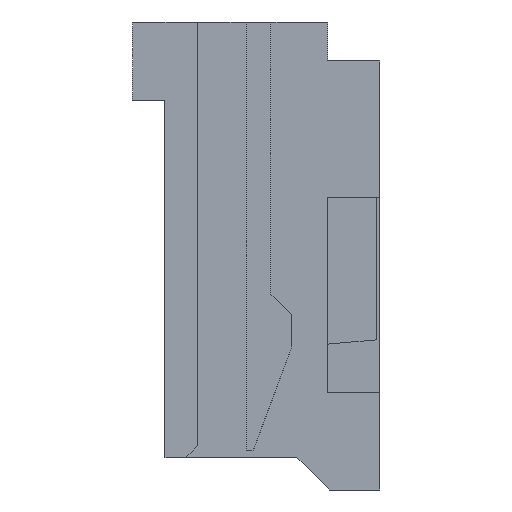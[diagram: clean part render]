
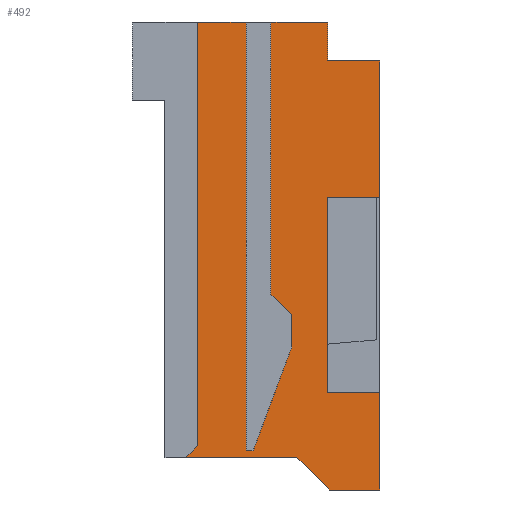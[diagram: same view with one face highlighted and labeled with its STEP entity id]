
A CAD part, left-side view. The second image highlights one B-rep face of the part: STEP entity #492.
In plain terms, the highlighted planar face has unit normal (-1, 0, 0).
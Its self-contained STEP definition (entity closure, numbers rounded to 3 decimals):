
#492 = ADVANCED_FACE( '', ( #1064 ), #1065, .T. );
#1064 = FACE_OUTER_BOUND( '', #1719, .T. );
#1065 = PLANE( '', #1720 );
#1719 = EDGE_LOOP( '', ( #3080, #3081, #3082, #3083, #3084, #3085, #3086, #3087, #3088, #3089, #3090, #3091, #3092, #3093, #3094, #3095, #3096, #3097, #3098, #3099 ) );
#1720 = AXIS2_PLACEMENT_3D( '', #3100, #3101, #3102 );
#3080 = ORIENTED_EDGE( '', *, *, #4286, .T. );
#3081 = ORIENTED_EDGE( '', *, *, #4575, .T. );
#3082 = ORIENTED_EDGE( '', *, *, #4576, .T. );
#3083 = ORIENTED_EDGE( '', *, *, #4577, .T. );
#3084 = ORIENTED_EDGE( '', *, *, #4578, .T. );
#3085 = ORIENTED_EDGE( '', *, *, #4438, .T. );
#3086 = ORIENTED_EDGE( '', *, *, #4579, .T. );
#3087 = ORIENTED_EDGE( '', *, *, #4405, .T. );
#3088 = ORIENTED_EDGE( '', *, *, #4580, .T. );
#3089 = ORIENTED_EDGE( '', *, *, #4581, .T. );
#3090 = ORIENTED_EDGE( '', *, *, #4582, .T. );
#3091 = ORIENTED_EDGE( '', *, *, #4583, .T. );
#3092 = ORIENTED_EDGE( '', *, *, #4078, .T. );
#3093 = ORIENTED_EDGE( '', *, *, #4179, .T. );
#3094 = ORIENTED_EDGE( '', *, *, #4584, .T. );
#3095 = ORIENTED_EDGE( '', *, *, #4376, .F. );
#3096 = ORIENTED_EDGE( '', *, *, #4280, .T. );
#3097 = ORIENTED_EDGE( '', *, *, #4585, .T. );
#3098 = ORIENTED_EDGE( '', *, *, #4586, .T. );
#3099 = ORIENTED_EDGE( '', *, *, #4214, .F. );
#3100 = CARTESIAN_POINT( '', ( -5.15, 0., 0. ) );
#3101 = DIRECTION( '', ( -1., 0., 0. ) );
#3102 = DIRECTION( '', ( 0., 0., 1. ) );
#4078 = EDGE_CURVE( '', #4922, #4920, #4923, .T. );
#4179 = EDGE_CURVE( '', #4920, #5093, #5095, .T. );
#4214 = EDGE_CURVE( '', #5154, #5156, #5157, .T. );
#4280 = EDGE_CURVE( '', #5257, #5262, #5264, .T. );
#4286 = EDGE_CURVE( '', #5154, #5270, #5272, .T. );
#4376 = EDGE_CURVE( '', #5257, #5403, #5408, .T. );
#4405 = EDGE_CURVE( '', #5450, #5448, #5451, .T. );
#4438 = EDGE_CURVE( '', #5497, #5495, #5498, .T. );
#4575 = EDGE_CURVE( '', #5270, #5684, #5685, .T. );
#4576 = EDGE_CURVE( '', #5684, #5686, #5687, .T. );
#4577 = EDGE_CURVE( '', #5686, #5688, #5689, .T. );
#4578 = EDGE_CURVE( '', #5688, #5497, #5690, .T. );
#4579 = EDGE_CURVE( '', #5495, #5450, #5691, .T. );
#4580 = EDGE_CURVE( '', #5448, #5692, #5693, .T. );
#4581 = EDGE_CURVE( '', #5692, #5694, #5695, .T. );
#4582 = EDGE_CURVE( '', #5694, #5696, #5697, .T. );
#4583 = EDGE_CURVE( '', #5696, #4922, #5698, .T. );
#4584 = EDGE_CURVE( '', #5093, #5403, #5699, .T. );
#4585 = EDGE_CURVE( '', #5262, #5700, #5701, .T. );
#4586 = EDGE_CURVE( '', #5700, #5156, #5702, .T. );
#4920 = VERTEX_POINT( '', #6127 );
#4922 = VERTEX_POINT( '', #6130 );
#4923 = LINE( '', #6131, #6132 );
#5093 = VERTEX_POINT( '', #6384 );
#5095 = LINE( '', #6387, #6388 );
#5154 = VERTEX_POINT( '', #6474 );
#5156 = VERTEX_POINT( '', #6477 );
#5157 = LINE( '', #6478, #6479 );
#5257 = VERTEX_POINT( '', #6631 );
#5262 = VERTEX_POINT( '', #6639 );
#5264 = LINE( '', #6642, #6643 );
#5270 = VERTEX_POINT( '', #6651 );
#5272 = LINE( '', #6654, #6655 );
#5403 = VERTEX_POINT( '', #6850 );
#5408 = LINE( '', #6858, #6859 );
#5448 = VERTEX_POINT( '', #6918 );
#5450 = VERTEX_POINT( '', #6921 );
#5451 = LINE( '', #6922, #6923 );
#5495 = VERTEX_POINT( '', #6989 );
#5497 = VERTEX_POINT( '', #6992 );
#5498 = LINE( '', #6993, #6994 );
#5684 = VERTEX_POINT( '', #7282 );
#5685 = LINE( '', #7283, #7284 );
#5686 = VERTEX_POINT( '', #7285 );
#5687 = LINE( '', #7286, #7287 );
#5688 = VERTEX_POINT( '', #7288 );
#5689 = LINE( '', #7289, #7290 );
#5690 = LINE( '', #7291, #7292 );
#5691 = LINE( '', #7293, #7294 );
#5692 = VERTEX_POINT( '', #7295 );
#5693 = LINE( '', #7296, #7297 );
#5694 = VERTEX_POINT( '', #7298 );
#5695 = LINE( '', #7299, #7300 );
#5696 = VERTEX_POINT( '', #7301 );
#5697 = LINE( '', #7302, #7303 );
#5698 = LINE( '', #7304, #7305 );
#5699 = LINE( '', #7306, #7307 );
#5700 = VERTEX_POINT( '', #7308 );
#5701 = LINE( '', #7309, #7310 );
#5702 = LINE( '', #7311, #7312 );
#6127 = CARTESIAN_POINT( '', ( -5.15, -1.13, -3.25 ) );
#6130 = CARTESIAN_POINT( '', ( -5.15, -0.63, -2.75 ) );
#6131 = CARTESIAN_POINT( '', ( -5.15, -0.63, -2.75 ) );
#6132 = VECTOR( '', #7740, 1000. );
#6384 = CARTESIAN_POINT( '', ( -5.15, -1.9, -3.25 ) );
#6387 = CARTESIAN_POINT( '', ( -5.15, -1.13, -3.25 ) );
#6388 = VECTOR( '', #7824, 1000. );
#6474 = CARTESIAN_POINT( '', ( -5.15, -1.1, 3.35 ) );
#6477 = CARTESIAN_POINT( '', ( -5.15, -1.9, 3.35 ) );
#6478 = CARTESIAN_POINT( '', ( -5.15, -1.1, 3.35 ) );
#6479 = VECTOR( '', #7853, 1000. );
#6631 = CARTESIAN_POINT( '', ( -5.15, -1.1, -1.75 ) );
#6639 = CARTESIAN_POINT( '', ( -5.15, -1.1, 1.25 ) );
#6642 = CARTESIAN_POINT( '', ( -5.15, -1.1, -1.75 ) );
#6643 = VECTOR( '', #7910, 1000. );
#6651 = CARTESIAN_POINT( '', ( -5.15, -1.1, 3.95 ) );
#6654 = CARTESIAN_POINT( '', ( -5.15, -1.1, 3.35 ) );
#6655 = VECTOR( '', #7914, 1000. );
#6850 = CARTESIAN_POINT( '', ( -5.15, -1.9, -1.75 ) );
#6858 = CARTESIAN_POINT( '', ( -5.15, -1.1, -1.75 ) );
#6859 = VECTOR( '', #7982, 1000. );
#6918 = CARTESIAN_POINT( '', ( -5.15, 0.15, 3.95 ) );
#6921 = CARTESIAN_POINT( '', ( -5.15, 0.15, -2.65 ) );
#6922 = CARTESIAN_POINT( '', ( -5.15, 0.15, -2.65 ) );
#6923 = VECTOR( '', #8003, 1000. );
#6989 = CARTESIAN_POINT( '', ( -5.15, 0.045, -2.65 ) );
#6992 = CARTESIAN_POINT( '', ( -5.15, -0.55, -1.05 ) );
#6993 = CARTESIAN_POINT( '', ( -5.15, -0.55, -1.05 ) );
#6994 = VECTOR( '', #8027, 1000. );
#7282 = CARTESIAN_POINT( '', ( -5.15, -0.23, 3.95 ) );
#7283 = CARTESIAN_POINT( '', ( -5.15, -1.9, 3.95 ) );
#7284 = VECTOR( '', #8130, 1000. );
#7285 = CARTESIAN_POINT( '', ( -5.15, -0.23, -0.25 ) );
#7286 = CARTESIAN_POINT( '', ( -5.15, -0.23, 3.95 ) );
#7287 = VECTOR( '', #8131, 1000. );
#7288 = CARTESIAN_POINT( '', ( -5.15, -0.55, -0.55 ) );
#7289 = CARTESIAN_POINT( '', ( -5.15, -0.23, -0.25 ) );
#7290 = VECTOR( '', #8132, 1000. );
#7291 = CARTESIAN_POINT( '', ( -5.15, -0.55, -0.55 ) );
#7292 = VECTOR( '', #8133, 1000. );
#7293 = CARTESIAN_POINT( '', ( -5.15, 0.045, -2.65 ) );
#7294 = VECTOR( '', #8134, 1000. );
#7295 = CARTESIAN_POINT( '', ( -5.15, 0.9, 3.95 ) );
#7296 = CARTESIAN_POINT( '', ( -5.15, 0.15, 3.95 ) );
#7297 = VECTOR( '', #8135, 1000. );
#7298 = CARTESIAN_POINT( '', ( -5.15, 0.9, -2.57 ) );
#7299 = CARTESIAN_POINT( '', ( -5.15, 0.9, 3.95 ) );
#7300 = VECTOR( '', #8136, 1000. );
#7301 = CARTESIAN_POINT( '', ( -5.15, 1.08, -2.75 ) );
#7302 = CARTESIAN_POINT( '', ( -5.15, 0.9, -2.57 ) );
#7303 = VECTOR( '', #8137, 1000. );
#7304 = CARTESIAN_POINT( '', ( -5.15, 1.08, -2.75 ) );
#7305 = VECTOR( '', #8138, 1000. );
#7306 = CARTESIAN_POINT( '', ( -5.15, -1.9, -3.25 ) );
#7307 = VECTOR( '', #8139, 1000. );
#7308 = CARTESIAN_POINT( '', ( -5.15, -1.9, 1.25 ) );
#7309 = CARTESIAN_POINT( '', ( -5.15, -1.1, 1.25 ) );
#7310 = VECTOR( '', #8140, 1000. );
#7311 = CARTESIAN_POINT( '', ( -5.15, -1.9, -3.25 ) );
#7312 = VECTOR( '', #8141, 1000. );
#7740 = DIRECTION( '', ( 0., -0.707, -0.707 ) );
#7824 = DIRECTION( '', ( 0., -1., 0. ) );
#7853 = DIRECTION( '', ( 0., -1., 0. ) );
#7910 = DIRECTION( '', ( 0., 0., 1. ) );
#7914 = DIRECTION( '', ( 0., 0., 1. ) );
#7982 = DIRECTION( '', ( 0., -1., 0. ) );
#8003 = DIRECTION( '', ( 0., 0., 1. ) );
#8027 = DIRECTION( '', ( 0., 0.349, -0.937 ) );
#8130 = DIRECTION( '', ( 0., 1., 0. ) );
#8131 = DIRECTION( '', ( 0., 0., -1. ) );
#8132 = DIRECTION( '', ( 0., -0.73, -0.684 ) );
#8133 = DIRECTION( '', ( 0., 0., -1. ) );
#8134 = DIRECTION( '', ( 0., 1., 0. ) );
#8135 = DIRECTION( '', ( 0., 1., 0. ) );
#8136 = DIRECTION( '', ( 0., 0., -1. ) );
#8137 = DIRECTION( '', ( 0., 0.707, -0.707 ) );
#8138 = DIRECTION( '', ( 0., -1., 0. ) );
#8139 = DIRECTION( '', ( 0., 0., 1. ) );
#8140 = DIRECTION( '', ( 0., -1., 0. ) );
#8141 = DIRECTION( '', ( 0., 0., 1. ) );
